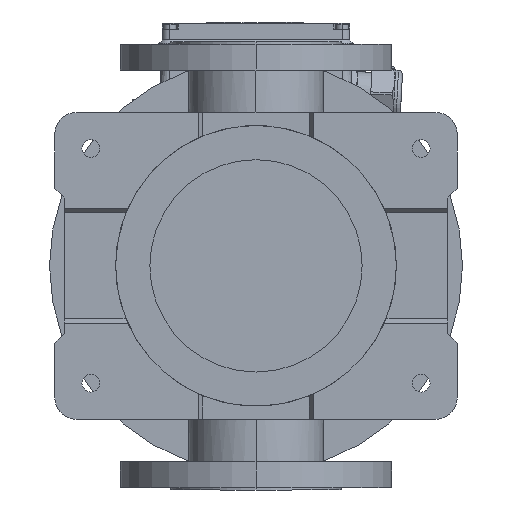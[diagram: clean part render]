
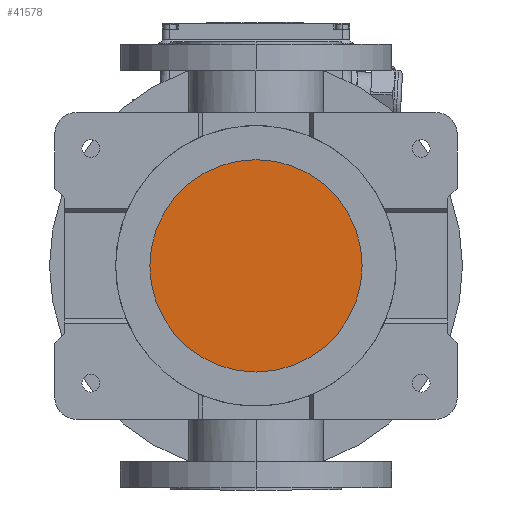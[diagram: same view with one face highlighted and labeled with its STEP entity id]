
A CAD part, front view. The second image highlights one B-rep face of the part: STEP entity #41578.
In plain terms, the highlighted face is planar.
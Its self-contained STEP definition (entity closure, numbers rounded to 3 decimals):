
#3631 = VERTEX_POINT ( 'NONE', #9797 ) ;
#5311 = DIRECTION ( 'NONE',  ( 0., 0., 1. ) ) ;
#7668 = CARTESIAN_POINT ( 'NONE',  ( 0., 120., 81. ) ) ;
#8580 = AXIS2_PLACEMENT_3D ( 'NONE', #24702, #5311, #53839 ) ;
#9797 = CARTESIAN_POINT ( 'NONE',  ( 0., -120., 81. ) ) ;
#13160 = ORIENTED_EDGE ( 'NONE', *, *, #34794, .F. ) ;
#16340 = DIRECTION ( 'NONE',  ( 0., 1., 0. ) ) ;
#17450 = EDGE_LOOP ( 'NONE', ( #13160, #44029 ) ) ;
#23115 = FACE_OUTER_BOUND ( 'NONE', #17450, .T. ) ;
#24127 = DIRECTION ( 'NONE',  ( 0., 0., 1. ) ) ;
#24702 = CARTESIAN_POINT ( 'NONE',  ( 0., 0., 81. ) ) ;
#25262 = CARTESIAN_POINT ( 'NONE',  ( 132., -132., 81. ) ) ;
#29185 = DIRECTION ( 'NONE',  ( 0., 1., 0. ) ) ;
#29409 = DIRECTION ( 'NONE',  ( 0., 0., 1. ) ) ;
#30580 = AXIS2_PLACEMENT_3D ( 'NONE', #52967, #24127, #29185 ) ;
#32262 = EDGE_CURVE ( 'NONE', #3631, #56631, #42722, .T. ) ;
#33301 = AXIS2_PLACEMENT_3D ( 'NONE', #25262, #29409, #16340 ) ;
#34794 = EDGE_CURVE ( 'NONE', #56631, #3631, #35920, .T. ) ;
#35920 = CIRCLE ( 'NONE', #8580, 120. ) ;
#41578 = ADVANCED_FACE ( 'NONE', ( #23115 ), #44264, .F. ) ;
#42722 = CIRCLE ( 'NONE', #30580, 120. ) ;
#44029 = ORIENTED_EDGE ( 'NONE', *, *, #32262, .F. ) ;
#44264 = PLANE ( 'NONE',  #33301 ) ;
#52967 = CARTESIAN_POINT ( 'NONE',  ( 0., 0., 81. ) ) ;
#53839 = DIRECTION ( 'NONE',  ( 0., 1., 0. ) ) ;
#56631 = VERTEX_POINT ( 'NONE', #7668 ) ;
